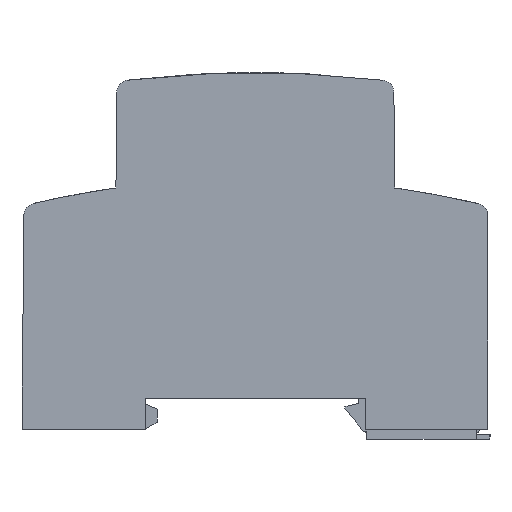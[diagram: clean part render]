
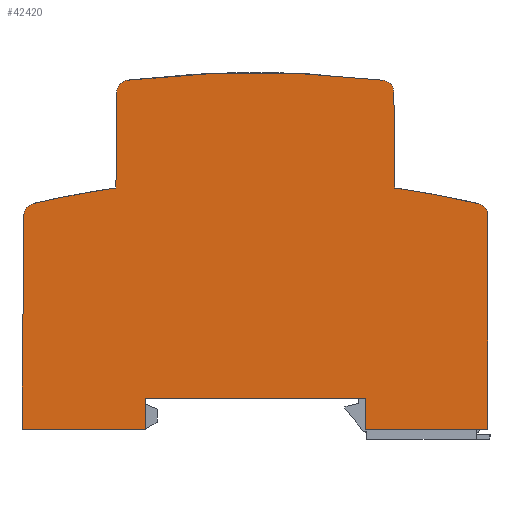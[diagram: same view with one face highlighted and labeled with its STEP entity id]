
A CAD part, left-side view. The second image highlights one B-rep face of the part: STEP entity #42420.
In plain terms, the highlighted face is planar.
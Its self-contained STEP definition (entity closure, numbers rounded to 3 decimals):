
#4740=CARTESIAN_POINT('',(46.992,70.373,-20.25));
#4750=VERTEX_POINT('',#4740);
#4780=CARTESIAN_POINT('',(48.992,70.355,-20.25));
#4790=DIRECTION('',(0.,0.,1.));
#4800=DIRECTION('',(1.,0.,0.));
#4810=AXIS2_PLACEMENT_3D('',#4780,#4790,#4800);
#4820=CIRCLE('',#4810,2.);
#4830=CARTESIAN_POINT('',(48.757,72.341,-20.25));
#4840=VERTEX_POINT('',#4830);
#4850=EDGE_CURVE('',#4840,#4750,#4820,.T.);
#6090=CARTESIAN_POINT('',(106.975,16.056,-20.25));
#6100=VERTEX_POINT('',#6090);
#6150=CARTESIAN_POINT('',(45.021,16.056,-20.25));
#6160=DIRECTION('',(1.,0.,0.));
#6170=VECTOR('',#6160,1.);
#6180=LINE('',#6150,#6170);
#6190=CARTESIAN_POINT('',(87.091,16.056,-20.25));
#6200=VERTEX_POINT('',#6190);
#6210=EDGE_CURVE('',#6200,#6100,#6180,.T.);
#10350=CARTESIAN_POINT('',(69.341,-101.444,-20.25));
#10360=DIRECTION('',(0.,0.,-1.));
#10370=DIRECTION('',(-1.,0.,0.));
#10380=AXIS2_PLACEMENT_3D('',#10350,#10360,#10370);
#10390=CIRCLE('',#10380,175.);
#10400=CARTESIAN_POINT('',(89.926,72.341,-20.25));
#10410=VERTEX_POINT('',#10400);
#10420=EDGE_CURVE('',#4840,#10410,#10390,.T.);
#22720=CARTESIAN_POINT('',(91.825,54.948,-20.25));
#22730=VERTEX_POINT('',#22720);
#22760=CARTESIAN_POINT('',(69.341,-101.444,-20.25));
#22770=DIRECTION('',(0.,0.,-1.));
#22780=DIRECTION('',(-1.,0.,0.));
#22790=AXIS2_PLACEMENT_3D('',#22760,#22770,#22780);
#22800=CIRCLE('',#22790,158.);
#22810=CARTESIAN_POINT('',(105.127,52.45,-20.25));
#22820=VERTEX_POINT('',#22810);
#22830=EDGE_CURVE('',#22730,#22820,#22800,.T.);
#25640=CARTESIAN_POINT('',(91.69,70.373,-20.25));
#25650=VERTEX_POINT('',#25640);
#25680=CARTESIAN_POINT('',(91.822,55.264,-20.25));
#25690=DIRECTION('',(-0.009,1.,
0.));
#25700=VECTOR('',#25690,1.);
#25710=LINE('',#25680,#25700);
#25720=EDGE_CURVE('',#22730,#25650,#25710,.T.);
#26160=CARTESIAN_POINT('',(45.021,21.056,-20.25));
#26170=DIRECTION('',(1.,0.,0.));
#26180=VECTOR('',#26170,1.);
#26190=LINE('',#26160,#26180);
#26200=CARTESIAN_POINT('',(51.591,21.056,-20.25));
#26210=VERTEX_POINT('',#26200);
#26220=CARTESIAN_POINT('',(87.091,21.056,-20.25));
#26230=VERTEX_POINT('',#26220);
#26240=EDGE_CURVE('',#26210,#26230,#26190,.T.);
#28380=CARTESIAN_POINT('',(87.091,55.264,-20.25));
#28390=DIRECTION('',(0.,-1.,0.));
#28400=VECTOR('',#28390,1.);
#28410=LINE('',#28380,#28400);
#28420=EDGE_CURVE('',#26230,#6200,#28410,.T.);
#29820=CARTESIAN_POINT('',(46.858,54.948,-20.25));
#29830=VERTEX_POINT('',#29820);
#29860=CARTESIAN_POINT('',(46.861,55.264,-20.25));
#29870=DIRECTION('',(-0.009,-1.,
0.));
#29880=VECTOR('',#29870,1.);
#29890=LINE('',#29860,#29880);
#29900=EDGE_CURVE('',#4750,#29830,#29890,.T.);
#32880=CARTESIAN_POINT('',(89.69,70.355,-20.25));
#32890=DIRECTION('',(0.,0.,1.));
#32900=DIRECTION('',(1.,0.,0.));
#32910=AXIS2_PLACEMENT_3D('',#32880,#32890,#32900);
#32920=CIRCLE('',#32910,2.);
#32930=EDGE_CURVE('',#25650,#10410,#32920,.T.);
#41710=CARTESIAN_POINT('',(69.341,23.506,-20.25));
#41720=DIRECTION('',(0.,0.,-1.));
#41730=DIRECTION('',(-1.,0.,0.));
#41740=AXIS2_PLACEMENT_3D('',#41710,#41720,#41730);
#41750=PLANE('',#41740);
#41760=CARTESIAN_POINT('',(69.341,-101.444,-20.25));
#41770=DIRECTION('',(0.,0.,-1.));
#41780=DIRECTION('',(-1.,0.,0.));
#41790=AXIS2_PLACEMENT_3D('',#41760,#41770,#41780);
#41800=CIRCLE('',#41790,158.);
#41810=CARTESIAN_POINT('',(33.386,52.411,
-20.25));
#41820=VERTEX_POINT('',#41810);
#41830=EDGE_CURVE('',#41820,#29830,#41800,.T.);
#41840=ORIENTED_EDGE('',*,*,#41830,.T.);
#41850=CARTESIAN_POINT('',(33.841,50.463,
-20.25));
#41860=DIRECTION('',(0.,0.,-1.));
#41870=DIRECTION('',(-1.,0.,0.));
#41880=AXIS2_PLACEMENT_3D('',#41850,#41860,#41870);
#41890=CIRCLE('',#41880,2.);
#41900=CARTESIAN_POINT('',(31.841,50.463,
-20.25));
#41910=VERTEX_POINT('',#41900);
#41920=EDGE_CURVE('',#41910,#41820,#41890,.T.);
#41930=ORIENTED_EDGE('',*,*,#41920,.T.);
#41940=CARTESIAN_POINT('',(31.841,55.264,
-20.25));
#41950=DIRECTION('',(0.,1.,0.));
#41960=VECTOR('',#41950,1.);
#41970=LINE('',#41940,#41960);
#41980=CARTESIAN_POINT('',(31.841,16.056,-20.25));
#41990=VERTEX_POINT('',#41980);
#42000=EDGE_CURVE('',#41990,#41910,#41970,.T.);
#42010=ORIENTED_EDGE('',*,*,#42000,.T.);
#42020=CARTESIAN_POINT('',(45.021,16.056,-20.25));
#42030=DIRECTION('',(1.,0.,0.));
#42040=VECTOR('',#42030,1.);
#42050=LINE('',#42020,#42040);
#42060=CARTESIAN_POINT('',(51.591,16.056,-20.25));
#42070=VERTEX_POINT('',#42060);
#42080=EDGE_CURVE('',#41990,#42070,#42050,.T.);
#42090=ORIENTED_EDGE('',*,*,#42080,.F.);
#42100=CARTESIAN_POINT('',(51.591,55.264,-20.25));
#42110=DIRECTION('',(0.,-1.,0.));
#42120=VECTOR('',#42110,1.);
#42130=LINE('',#42100,#42120);
#42140=EDGE_CURVE('',#26210,#42070,#42130,.T.);
#42150=ORIENTED_EDGE('',*,*,#42140,.T.);
#42160=ORIENTED_EDGE('',*,*,#26240,.F.);
#42170=ORIENTED_EDGE('',*,*,#28420,.F.);
#42180=ORIENTED_EDGE('',*,*,#6210,.F.);
#42190=CARTESIAN_POINT('',(106.633,55.264,-20.25));
#42200=DIRECTION('',(0.009,-1.,
0.));
#42210=VECTOR('',#42200,1.);
#42220=LINE('',#42190,#42210);
#42230=CARTESIAN_POINT('',(106.674,50.52,-20.25));
#42240=VERTEX_POINT('',#42230);
#42250=EDGE_CURVE('',#42240,#6100,#42220,.T.);
#42260=ORIENTED_EDGE('',*,*,#42250,.T.);
#42270=CARTESIAN_POINT('',(104.674,50.502,-20.25));
#42280=DIRECTION('',(0.,0.,-1.));
#42290=DIRECTION('',(-1.,0.,0.));
#42300=AXIS2_PLACEMENT_3D('',#42270,#42280,#42290);
#42310=CIRCLE('',#42300,2.);
#42320=EDGE_CURVE('',#22820,#42240,#42310,.T.);
#42330=ORIENTED_EDGE('',*,*,#42320,.T.);
#42340=ORIENTED_EDGE('',*,*,#22830,.T.);
#42350=ORIENTED_EDGE('',*,*,#25720,.F.);
#42360=ORIENTED_EDGE('',*,*,#32930,.F.);
#42370=ORIENTED_EDGE('',*,*,#10420,.T.);
#42380=ORIENTED_EDGE('',*,*,#4850,.F.);
#42390=ORIENTED_EDGE('',*,*,#29900,.F.);
#42400=EDGE_LOOP('',(#42390,#42380,#42370,#42360,#42350,#42340,#42330,
#42260,#42180,#42170,#42160,#42150,#42090,#42010,#41930,#41840));
#42410=FACE_OUTER_BOUND('',#42400,.T.);
#42420=ADVANCED_FACE('',(#42410),#41750,.T.);
